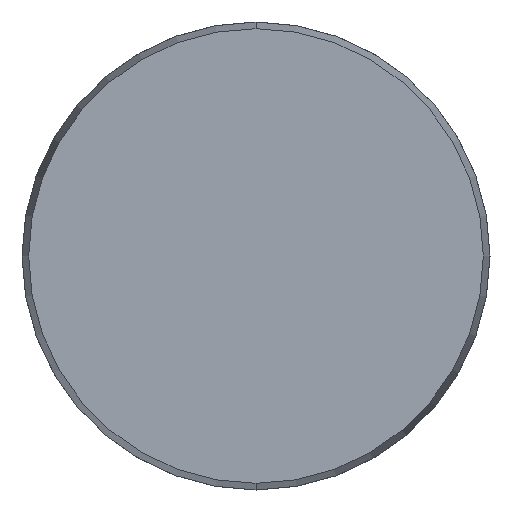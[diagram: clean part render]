
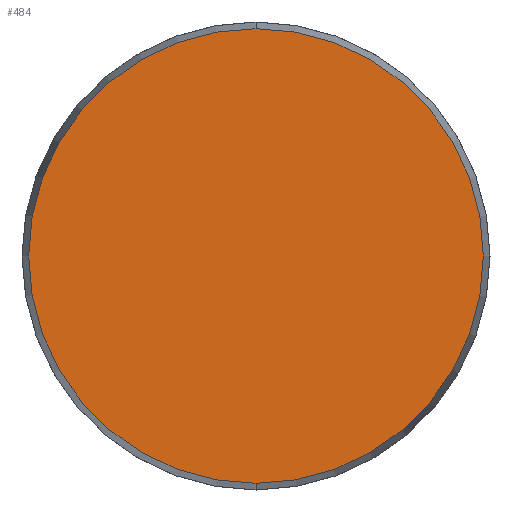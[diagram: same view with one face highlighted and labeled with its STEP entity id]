
A CAD part, front view. The second image highlights one B-rep face of the part: STEP entity #484.
In plain terms, the highlighted planar face has unit normal (0, -1, 0).
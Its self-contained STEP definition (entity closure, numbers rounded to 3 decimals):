
#1 = CARTESIAN_POINT ( 'NONE',  ( 0., 0., -29.143 ) ) ;
#24 = DIRECTION ( 'NONE',  ( 0., -1., 0. ) ) ;
#62 = DIRECTION ( 'NONE',  ( 0., 1., 0. ) ) ;
#73 = FACE_OUTER_BOUND ( 'NONE', #1025, .T. ) ;
#79 = CARTESIAN_POINT ( 'NONE',  ( -29.143, 0., 0. ) ) ;
#108 = CARTESIAN_POINT ( 'NONE',  ( 0., 0., 29.143 ) ) ;
#120 = VERTEX_POINT ( 'NONE', #108 ) ;
#129 = ORIENTED_EDGE ( 'NONE', *, *, #724, .T. ) ;
#156 = AXIS2_PLACEMENT_3D ( 'NONE', #747, #24, #815 ) ;
#200 = DIRECTION ( 'NONE',  ( 0., 0., -1. ) ) ;
#205 = DIRECTION ( 'NONE',  ( 0., -1., 0. ) ) ;
#252 = AXIS2_PLACEMENT_3D ( 'NONE', #79, #62, #785 ) ;
#278 = CARTESIAN_POINT ( 'NONE',  ( 0., 0., 0. ) ) ;
#406 = ORIENTED_EDGE ( 'NONE', *, *, #831, .T. ) ;
#462 = CIRCLE ( 'NONE', #735, 29.143 ) ;
#484 = ADVANCED_FACE ( 'NONE', ( #73 ), #531, .F. ) ;
#531 = PLANE ( 'NONE',  #252 ) ;
#578 = VERTEX_POINT ( 'NONE', #1 ) ;
#724 = EDGE_CURVE ( 'NONE', #120, #578, #943, .T. ) ;
#735 = AXIS2_PLACEMENT_3D ( 'NONE', #278, #205, #200 ) ;
#747 = CARTESIAN_POINT ( 'NONE',  ( 0., 0., 0. ) ) ;
#785 = DIRECTION ( 'NONE',  ( 0., 0., 1. ) ) ;
#815 = DIRECTION ( 'NONE',  ( 0., 0., -1. ) ) ;
#831 = EDGE_CURVE ( 'NONE', #578, #120, #462, .T. ) ;
#943 = CIRCLE ( 'NONE', #156, 29.143 ) ;
#1025 = EDGE_LOOP ( 'NONE', ( #129, #406 ) ) ;
